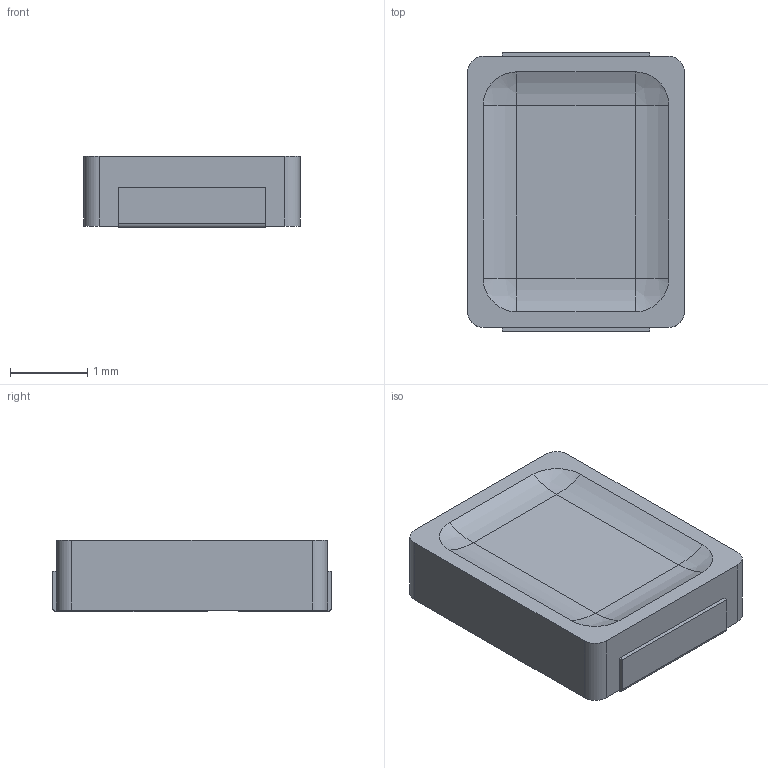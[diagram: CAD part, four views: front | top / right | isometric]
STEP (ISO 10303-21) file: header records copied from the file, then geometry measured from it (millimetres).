
FILE_DESCRIPTION (( 'STEP AP214' ), '1' );
FILE_NAME ('LED2835_h08.STEP', '2023-06-18T17:04:45', ( '' ), ( '' ), 'SwSTEP 2.0', 'SolidWorks 2022', '' );
FILE_SCHEMA (( 'AUTOMOTIVE_DESIGN' ));
Length unit declared in the file: millimetre
Products named in the file (1): LED2835_h08
Bounding box: 2.8 x 3.6 x 0.92 mm (x, y, z)
Volume: 8.4 mm3; surface area: 31.4 mm2
Topology: 1 solids, 1 shells, 33 faces, 86 edges, 56 vertices
Faces by surface type: plane 19, cylinder 10, sphere 4
Entity records: 1409 total; most frequent: DIRECTION 178, CARTESIAN_POINT 176, ORIENTED_EDGE 172, EDGE_CURVE 86, VECTOR 62, LINE 62, AXIS2_PLACEMENT_3D 58, VERTEX_POINT 56
